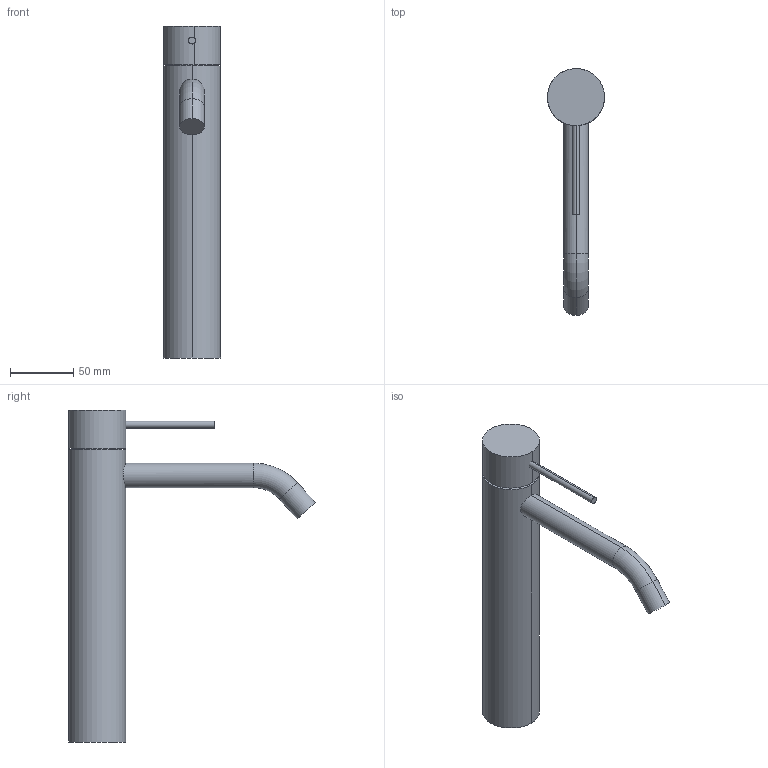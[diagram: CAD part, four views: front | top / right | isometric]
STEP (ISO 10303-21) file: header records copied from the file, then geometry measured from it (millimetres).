
FILE_DESCRIPTION (( 'STEP AP203' ), '1' );
FILE_NAME ('33539662.STEP', '2018-09-25T06:31:54', ( '' ), ( '' ), 'SwSTEP 2.0', 'SolidWorks 2017', '' );
FILE_SCHEMA (( 'CONFIG_CONTROL_DESIGN' ));
Length unit declared in the file: millimetre
Products named in the file (6): Planungsmodell_Rohr_gerade-+-28.568.780-10_ _K64_45x230; Planungsmodell_Rohr_gerade-+-28.568.780-10_ _K154_35x5; 33539662; Planungsmodell_Rohr_gerade-+-28.568.780-10_ _K350 5,5x80; Planungsmodell_Auslauf-+-09.11.06.206-01_Default5; Planungsmodell_Rohr_gerade-+-28.568.780-10_ _K316 45 x 30
Assembly tree (5 placements, depth 2):
  33539662
    Planungsmodell_Rohr_gerade-+-28.568.780-10_ _K64_45x230
    Planungsmodell_Auslauf-+-09.11.06.206-01_Default5
    Planungsmodell_Rohr_gerade-+-28.568.780-10_ _K154_35x5
    Planungsmodell_Rohr_gerade-+-28.568.780-10_ _K316 45 x 30
    Planungsmodell_Rohr_gerade-+-28.568.780-10_ _K350 5,5x80
Bounding box: 45 x 194.32 x 261.5 mm (x, y, z)
Volume: 465009.5 mm3; surface area: 56884.7 mm2
Topology: 5 solids, 5 shells, 28 faces, 46 edges, 28 vertices
Faces by surface type: cylinder 13, plane 9, torus 6
Entity records: 1382 total; most frequent: CARTESIAN_POINT 206, DIRECTION 148, ORIENTED_EDGE 92, AXIS2_PLACEMENT_3D 68, PERSON_AND_ORGANIZATION 53, EDGE_CURVE 46, DATE_AND_TIME 40, COORDINATED_UNIVERSAL_TIME_OFFSET 40
